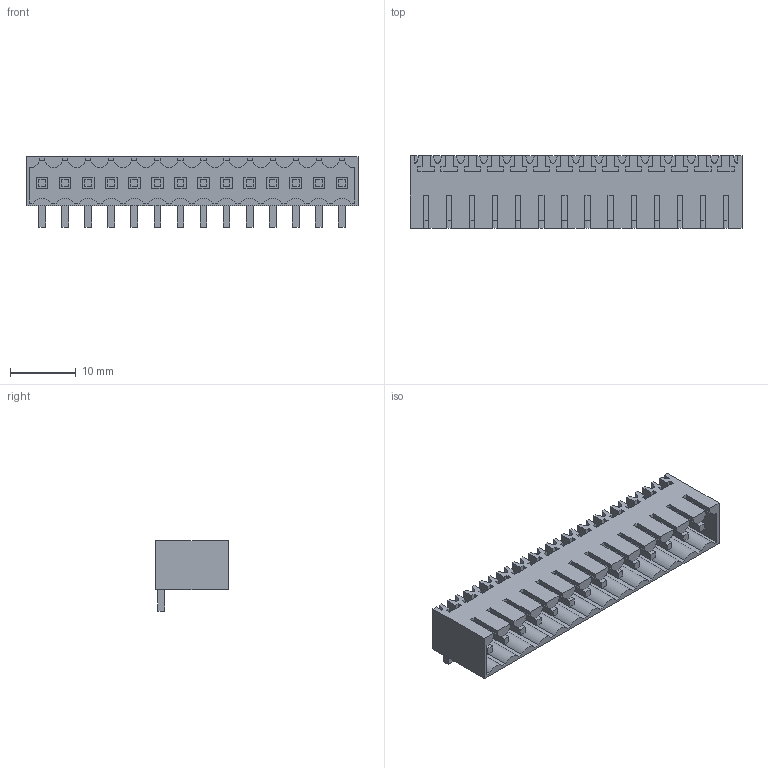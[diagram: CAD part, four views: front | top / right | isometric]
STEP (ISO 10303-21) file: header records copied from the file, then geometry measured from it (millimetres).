
FILE_DESCRIPTION(('CATIA V5 STEP Exchange','CAx-IF Rec.Pracs.--- Model Styling and Organization---1.2---2011-12-15'),'2;1');
FILE_NAME ('D1453228_0_1605190000_1605190000.stp','2018-03-06T11:52:21+00:00',('none'),('Weidmueller'),'CATIA Version 5-6 Release 2014','CATIA V5 STEP AP214','none');
FILE_SCHEMA(('AUTOMOTIVE_DESIGN { 1 0 10303 214 1 1 1 1 }'));
Length unit declared in the file: millimetre
Products named in the file (1): 1605190000
Bounding box: 50.4 x 11.05 x 10.65 mm (x, y, z)
Volume: 1828.1 mm3; surface area: 5007.2 mm2
Topology: 15 solids, 15 shells, 798 faces, 2445 edges, 1677 vertices
Faces by surface type: plane 741, cylinder 57
Entity records: 25043 total; most frequent: ORIENTED_EDGE 4890, CARTESIAN_POINT 4532, DIRECTION 3263, EDGE_CURVE 2445, VECTOR 2305, LINE 2305, VERTEX_POINT 1677, EDGE_LOOP 826
